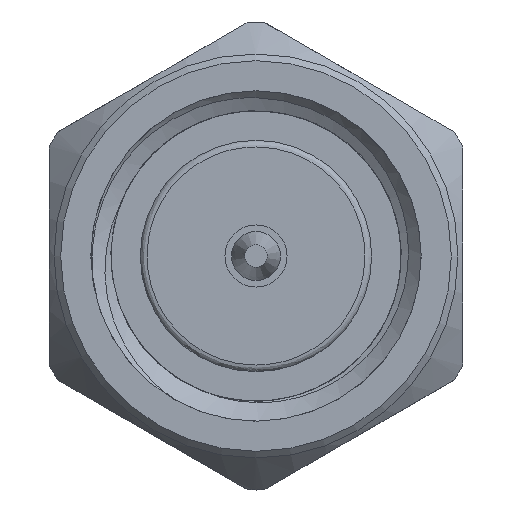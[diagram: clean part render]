
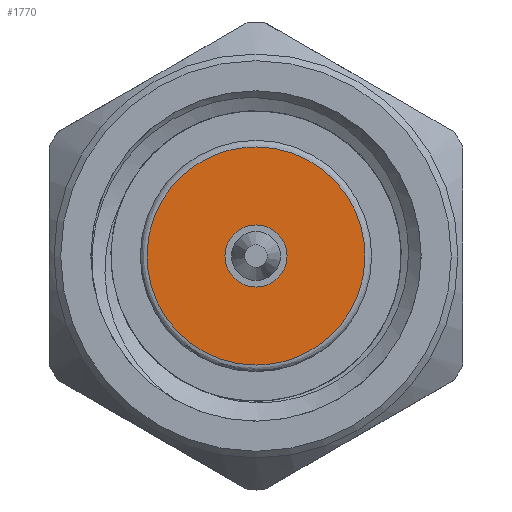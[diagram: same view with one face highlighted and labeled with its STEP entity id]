
A CAD part, left-side view. The second image highlights one B-rep face of the part: STEP entity #1770.
In plain terms, the highlighted planar face has unit normal (-1, 0, 0).
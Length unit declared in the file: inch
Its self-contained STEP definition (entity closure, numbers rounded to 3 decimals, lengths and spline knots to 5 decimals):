
#42 = CARTESIAN_POINT ( 'NONE',  ( 0.11, 0., 0.0825 ) ) ;
#144 = DIRECTION ( 'NONE',  ( 1., 0., 0. ) ) ;
#484 = FACE_OUTER_BOUND ( 'NONE', #2007, .T. ) ;
#486 = CARTESIAN_POINT ( 'NONE',  ( 0.11, 0.165, 0.0825 ) ) ;
#1025 = ORIENTED_EDGE ( 'NONE', *, *, #2449, .F. ) ;
#1058 = CARTESIAN_POINT ( 'NONE',  ( 0.11, -0.165, -0.0825 ) ) ;
#1093 = AXIS2_PLACEMENT_3D ( 'NONE', #1956, #144, #1682 ) ;
#1146 = EDGE_LOOP ( 'NONE', ( #1025 ) ) ;
#1234 = DIRECTION ( 'NONE',  ( 0., 0., -1. ) ) ;
#1320 = VERTEX_POINT ( 'NONE', #3341 ) ;
#1433 = PLANE ( 'NONE',  #1093 ) ;
#1506 = ORIENTED_EDGE ( 'NONE', *, *, #1982, .F. ) ;
#1537 = CIRCLE ( 'NONE', #2401, 0.0235 ) ;
#1574 = CARTESIAN_POINT ( 'NONE',  ( 0.11, 0., -0.0825 ) ) ;
#1682 = DIRECTION ( 'NONE',  ( 0., 0., -1. ) ) ;
#1759 =( BOUNDED_CURVE ( )  B_SPLINE_CURVE ( 3, ( #42, #1855, #1058, #1574 ),
 .UNSPECIFIED., .F., .F. ) 
 B_SPLINE_CURVE_WITH_KNOTS ( ( 4, 4 ),
 ( 0., 1. ),
 .UNSPECIFIED. ) 
 CURVE ( )  GEOMETRIC_REPRESENTATION_ITEM ( )  RATIONAL_B_SPLINE_CURVE ( ( 1., 0.333, 0.333, 1. ) ) 
 REPRESENTATION_ITEM ( '' )  );
#1770 = ADVANCED_FACE ( 'NONE', ( #2341, #484 ), #1433, .F. ) ;
#1855 = CARTESIAN_POINT ( 'NONE',  ( 0.11, -0.165, 0.0825 ) ) ;
#1868 = VERTEX_POINT ( 'NONE', #1937 ) ;
#1937 = CARTESIAN_POINT ( 'NONE',  ( 0.11, 0., -0.0235 ) ) ;
#1956 = CARTESIAN_POINT ( 'NONE',  ( 0.11, 0., 0. ) ) ;
#1982 = EDGE_CURVE ( 'NONE', #2148, #1320, #2189, .T. ) ;
#2007 = EDGE_LOOP ( 'NONE', ( #1506, #3299 ) ) ;
#2008 = CARTESIAN_POINT ( 'NONE',  ( 0.11, 0., 0.0825 ) ) ;
#2148 = VERTEX_POINT ( 'NONE', #2714 ) ;
#2189 =( BOUNDED_CURVE ( )  B_SPLINE_CURVE ( 3, ( #2565, #3353, #486, #2008 ),
 .UNSPECIFIED., .F., .F. ) 
 B_SPLINE_CURVE_WITH_KNOTS ( ( 4, 4 ),
 ( 0., 1. ),
 .UNSPECIFIED. ) 
 CURVE ( )  GEOMETRIC_REPRESENTATION_ITEM ( )  RATIONAL_B_SPLINE_CURVE ( ( 1., 0.333, 0.333, 1. ) ) 
 REPRESENTATION_ITEM ( '' )  );
#2341 = FACE_BOUND ( 'NONE', #1146, .T. ) ;
#2401 = AXIS2_PLACEMENT_3D ( 'NONE', #3422, #2829, #1234 ) ;
#2449 = EDGE_CURVE ( 'NONE', #1868, #1868, #1537, .T. ) ;
#2565 = CARTESIAN_POINT ( 'NONE',  ( 0.11, 0., -0.0825 ) ) ;
#2714 = CARTESIAN_POINT ( 'NONE',  ( 0.11, 0., -0.0825 ) ) ;
#2829 = DIRECTION ( 'NONE',  ( -1., 0., 0. ) ) ;
#3024 = EDGE_CURVE ( 'NONE', #1320, #2148, #1759, .T. ) ;
#3299 = ORIENTED_EDGE ( 'NONE', *, *, #3024, .F. ) ;
#3341 = CARTESIAN_POINT ( 'NONE',  ( 0.11, 0., 0.0825 ) ) ;
#3353 = CARTESIAN_POINT ( 'NONE',  ( 0.11, 0.165, -0.0825 ) ) ;
#3422 = CARTESIAN_POINT ( 'NONE',  ( 0.11, 0., 0. ) ) ;
